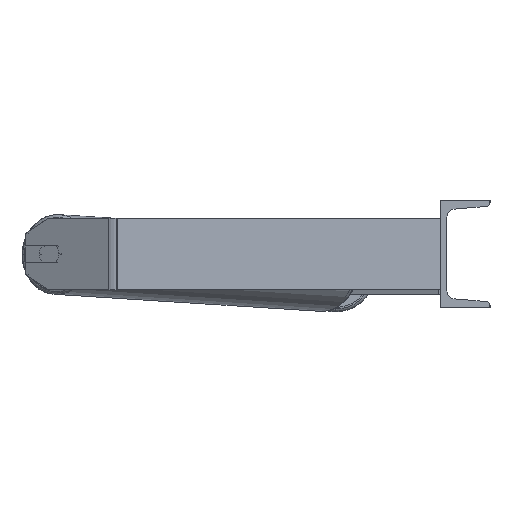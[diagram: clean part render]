
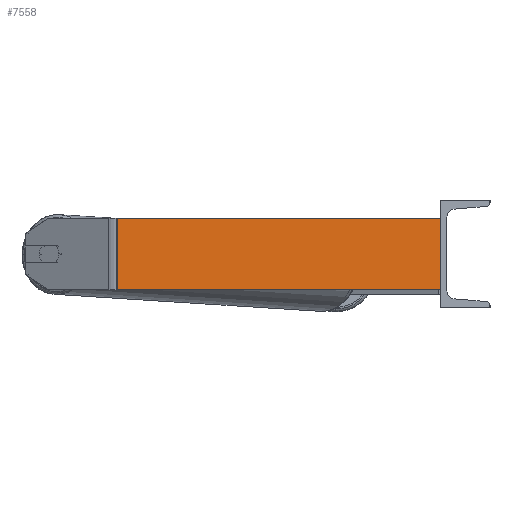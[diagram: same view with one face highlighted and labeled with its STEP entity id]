
A CAD part, left-side view. The second image highlights one B-rep face of the part: STEP entity #7558.
In plain terms, the highlighted planar face has unit normal (-0.996, -0.087, 0).
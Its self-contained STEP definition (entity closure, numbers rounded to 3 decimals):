
#120 = DIRECTION ( 'NONE',  ( -0.087, 0.996, 0. ) ) ;
#405 = DIRECTION ( 'NONE',  ( 0.087, -0.996, 0. ) ) ;
#598 = EDGE_CURVE ( 'NONE', #3753, #4409, #8233, .T. ) ;
#884 = LINE ( 'NONE', #7877, #2562 ) ;
#1347 = VECTOR ( 'NONE', #1940, 1000. ) ;
#1686 = ORIENTED_EDGE ( 'NONE', *, *, #1801, .F. ) ;
#1728 = CARTESIAN_POINT ( 'NONE',  ( -885., 0., 40. ) ) ;
#1801 = EDGE_CURVE ( 'NONE', #3126, #2500, #6959, .T. ) ;
#1940 = DIRECTION ( 'NONE',  ( 0., 0., -1. ) ) ;
#2500 = VERTEX_POINT ( 'NONE', #1728 ) ;
#2562 = VECTOR ( 'NONE', #5128, 1000. ) ;
#2783 = LINE ( 'NONE', #4837, #1347 ) ;
#2915 = EDGE_CURVE ( 'NONE', #3126, #3753, #884, .T. ) ;
#3126 = VERTEX_POINT ( 'NONE', #4852 ) ;
#3753 = VERTEX_POINT ( 'NONE', #7529 ) ;
#3818 = DIRECTION ( 'NONE',  ( 0.996, 0.087, 0. ) ) ;
#3899 = ORIENTED_EDGE ( 'NONE', *, *, #2915, .T. ) ;
#4409 = VERTEX_POINT ( 'NONE', #7945 ) ;
#4487 = AXIS2_PLACEMENT_3D ( 'NONE', #8103, #3818, #120 ) ;
#4837 = CARTESIAN_POINT ( 'NONE',  ( -885., 0., 40. ) ) ;
#4852 = CARTESIAN_POINT ( 'NONE',  ( -916.5, 360.045, 40. ) ) ;
#5128 = DIRECTION ( 'NONE',  ( 0., 0., -1. ) ) ;
#5318 = EDGE_LOOP ( 'NONE', ( #6076, #7100, #1686, #3899 ) ) ;
#6076 = ORIENTED_EDGE ( 'NONE', *, *, #598, .T. ) ;
#6658 = PLANE ( 'NONE',  #4487 ) ;
#6959 = LINE ( 'NONE', #7664, #7194 ) ;
#7100 = ORIENTED_EDGE ( 'NONE', *, *, #9034, .F. ) ;
#7194 = VECTOR ( 'NONE', #8265, 1000. ) ;
#7495 = VECTOR ( 'NONE', #405, 1000. ) ;
#7529 = CARTESIAN_POINT ( 'NONE',  ( -916.5, 360.045, -40. ) ) ;
#7558 = ADVANCED_FACE ( 'NONE', ( #8057 ), #6658, .F. ) ;
#7664 = CARTESIAN_POINT ( 'NONE',  ( -916.94, 365.07, 40. ) ) ;
#7877 = CARTESIAN_POINT ( 'NONE',  ( -916.5, 360.045, 40. ) ) ;
#7945 = CARTESIAN_POINT ( 'NONE',  ( -885., 0., -40. ) ) ;
#8057 = FACE_OUTER_BOUND ( 'NONE', #5318, .T. ) ;
#8103 = CARTESIAN_POINT ( 'NONE',  ( -916.94, 365.07, 40. ) ) ;
#8233 = LINE ( 'NONE', #8897, #7495 ) ;
#8265 = DIRECTION ( 'NONE',  ( 0.087, -0.996, 0. ) ) ;
#8897 = CARTESIAN_POINT ( 'NONE',  ( -916.94, 365.07, -40. ) ) ;
#9034 = EDGE_CURVE ( 'NONE', #2500, #4409, #2783, .T. ) ;
